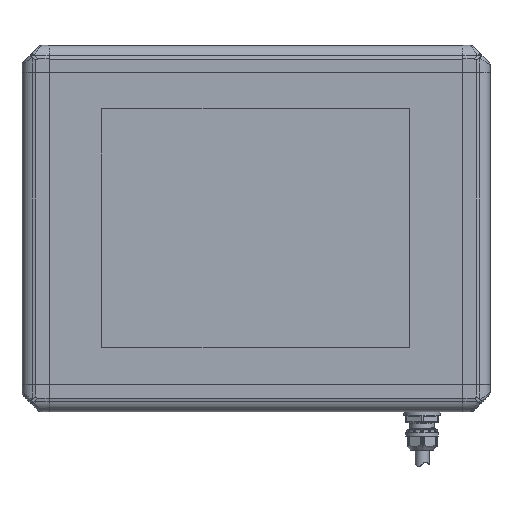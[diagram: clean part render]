
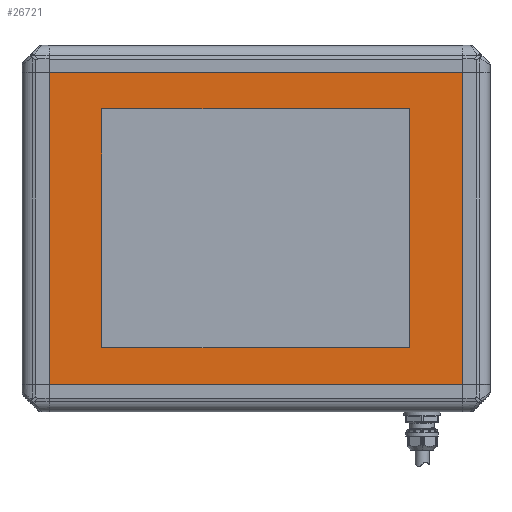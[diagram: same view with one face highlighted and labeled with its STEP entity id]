
A CAD part, top view. The second image highlights one B-rep face of the part: STEP entity #26721.
In plain terms, the highlighted planar face has unit normal (0, 0, 1).
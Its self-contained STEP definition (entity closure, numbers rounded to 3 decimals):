
#154 = VERTEX_POINT ( 'NONE', #38913 ) ;
#180 = EDGE_CURVE ( 'NONE', #42773, #4434, #10611, .T. ) ;
#354 = EDGE_CURVE ( 'NONE', #20689, #19463, #24410, .T. ) ;
#944 = EDGE_CURVE ( 'NONE', #42066, #20689, #35002, .T. ) ;
#1044 = VECTOR ( 'NONE', #13457, 1000. ) ;
#1362 = VECTOR ( 'NONE', #2930, 1000. ) ;
#1621 = EDGE_CURVE ( 'NONE', #13914, #36678, #35784, .T. ) ;
#1955 = CARTESIAN_POINT ( 'NONE',  ( 152.5, -115., 0. ) ) ;
#2164 = VECTOR ( 'NONE', #45645, 1000. ) ;
#2611 = LINE ( 'NONE', #17157, #15509 ) ;
#2930 = DIRECTION ( 'NONE',  ( -1., 0., 0. ) ) ;
#4434 = VERTEX_POINT ( 'NONE', #28066 ) ;
#5586 = CARTESIAN_POINT ( 'NONE',  ( 113.25, 88.25, 0. ) ) ;
#6358 = DIRECTION ( 'NONE',  ( 0., -1., 0. ) ) ;
#7408 = CARTESIAN_POINT ( 'NONE',  ( -159.25, 115., 0. ) ) ;
#8256 = CARTESIAN_POINT ( 'NONE',  ( 152.5, -121.75, 0. ) ) ;
#8520 = LINE ( 'NONE', #30483, #42461 ) ;
#9147 = VECTOR ( 'NONE', #22789, 1000. ) ;
#9293 = ORIENTED_EDGE ( 'NONE', *, *, #180, .T. ) ;
#10599 = EDGE_LOOP ( 'NONE', ( #37272, #23963, #20359, #29543 ) ) ;
#10611 = LINE ( 'NONE', #35664, #23569 ) ;
#11628 = EDGE_CURVE ( 'NONE', #154, #42066, #8520, .T. ) ;
#12376 = ORIENTED_EDGE ( 'NONE', *, *, #24459, .T. ) ;
#12617 = AXIS2_PLACEMENT_3D ( 'NONE', #24339, #12642, #20029 ) ;
#12642 = DIRECTION ( 'NONE',  ( 0., 0., 1. ) ) ;
#13380 = PLANE ( 'NONE',  #12617 ) ;
#13457 = DIRECTION ( 'NONE',  ( 0., -1., 0. ) ) ;
#13914 = VERTEX_POINT ( 'NONE', #1955 ) ;
#14128 = CARTESIAN_POINT ( 'NONE',  ( -113.75, 88.25, 0. ) ) ;
#15509 = VECTOR ( 'NONE', #21403, 1000. ) ;
#16219 = FACE_OUTER_BOUND ( 'NONE', #23420, .T. ) ;
#16956 = FACE_BOUND ( 'NONE', #10599, .T. ) ;
#17157 = CARTESIAN_POINT ( 'NONE',  ( -159.25, -115., 0. ) ) ;
#17442 = LINE ( 'NONE', #7408, #39287 ) ;
#19463 = VERTEX_POINT ( 'NONE', #36326 ) ;
#20029 = DIRECTION ( 'NONE',  ( 1., 0., 0. ) ) ;
#20347 = LINE ( 'NONE', #20814, #1044 ) ;
#20359 = ORIENTED_EDGE ( 'NONE', *, *, #944, .F. ) ;
#20689 = VERTEX_POINT ( 'NONE', #5586 ) ;
#20814 = CARTESIAN_POINT ( 'NONE',  ( -113.75, 88.25, 0. ) ) ;
#21403 = DIRECTION ( 'NONE',  ( 1., 0., 0. ) ) ;
#21925 = DIRECTION ( 'NONE',  ( -1., 0., 0. ) ) ;
#22789 = DIRECTION ( 'NONE',  ( 0., 1., 0. ) ) ;
#23190 = CARTESIAN_POINT ( 'NONE',  ( -152.5, 115., 0. ) ) ;
#23420 = EDGE_LOOP ( 'NONE', ( #29883, #9293, #12376, #43078 ) ) ;
#23569 = VECTOR ( 'NONE', #6358, 1000. ) ;
#23963 = ORIENTED_EDGE ( 'NONE', *, *, #354, .F. ) ;
#24339 = CARTESIAN_POINT ( 'NONE',  ( -159.25, -121.75, 0. ) ) ;
#24410 = LINE ( 'NONE', #14128, #1362 ) ;
#24459 = EDGE_CURVE ( 'NONE', #4434, #13914, #2611, .T. ) ;
#25569 = CARTESIAN_POINT ( 'NONE',  ( 113.25, -87.75, 0. ) ) ;
#26721 = ADVANCED_FACE ( 'NONE', ( #16956, #16219 ), #13380, .T. ) ;
#26900 = DIRECTION ( 'NONE',  ( 1., 0., 0. ) ) ;
#28066 = CARTESIAN_POINT ( 'NONE',  ( -152.5, -115., 0. ) ) ;
#29543 = ORIENTED_EDGE ( 'NONE', *, *, #11628, .F. ) ;
#29883 = ORIENTED_EDGE ( 'NONE', *, *, #37613, .T. ) ;
#30483 = CARTESIAN_POINT ( 'NONE',  ( -113.75, -87.75, 0. ) ) ;
#33448 = EDGE_CURVE ( 'NONE', #19463, #154, #20347, .T. ) ;
#35002 = LINE ( 'NONE', #41843, #2164 ) ;
#35664 = CARTESIAN_POINT ( 'NONE',  ( -152.5, -121.75, 0. ) ) ;
#35784 = LINE ( 'NONE', #8256, #9147 ) ;
#36326 = CARTESIAN_POINT ( 'NONE',  ( -113.75, 88.25, 0. ) ) ;
#36678 = VERTEX_POINT ( 'NONE', #38309 ) ;
#37272 = ORIENTED_EDGE ( 'NONE', *, *, #33448, .F. ) ;
#37613 = EDGE_CURVE ( 'NONE', #36678, #42773, #17442, .T. ) ;
#38309 = CARTESIAN_POINT ( 'NONE',  ( 152.5, 115., 0. ) ) ;
#38913 = CARTESIAN_POINT ( 'NONE',  ( -113.75, -87.75, 0. ) ) ;
#39287 = VECTOR ( 'NONE', #21925, 1000. ) ;
#41843 = CARTESIAN_POINT ( 'NONE',  ( 113.25, 88.25, 0. ) ) ;
#42066 = VERTEX_POINT ( 'NONE', #25569 ) ;
#42461 = VECTOR ( 'NONE', #26900, 1000. ) ;
#42773 = VERTEX_POINT ( 'NONE', #23190 ) ;
#43078 = ORIENTED_EDGE ( 'NONE', *, *, #1621, .T. ) ;
#45645 = DIRECTION ( 'NONE',  ( 0., 1., 0. ) ) ;
